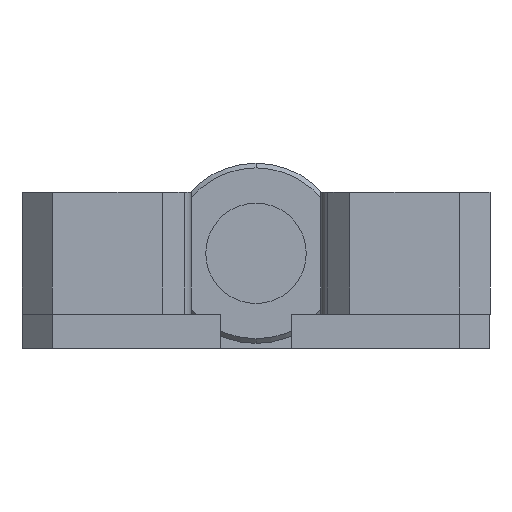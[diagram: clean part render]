
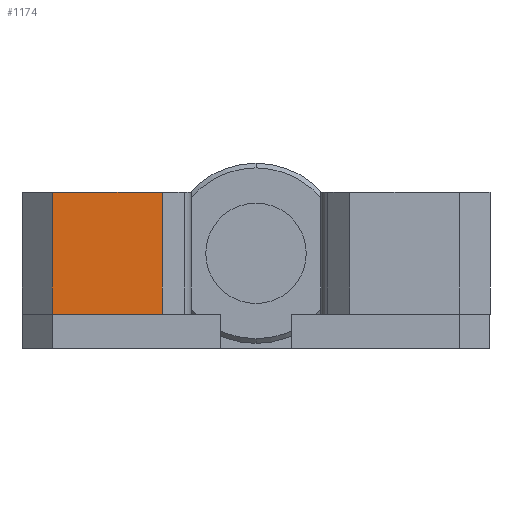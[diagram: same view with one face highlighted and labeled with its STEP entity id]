
A CAD part, front view. The second image highlights one B-rep face of the part: STEP entity #1174.
In plain terms, the highlighted planar face has unit normal (0, -1, 0).
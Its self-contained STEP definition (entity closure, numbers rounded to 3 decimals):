
#216 = VERTEX_POINT ( 'NONE', #1476 ) ;
#254 = ORIENTED_EDGE ( 'NONE', *, *, #1048, .T. ) ;
#323 = ORIENTED_EDGE ( 'NONE', *, *, #373, .T. ) ;
#373 = EDGE_CURVE ( 'NONE', #1966, #697, #2414, .T. ) ;
#504 = CARTESIAN_POINT ( 'NONE',  ( -2.6, -5.5, -8.7 ) ) ;
#551 = DIRECTION ( 'NONE',  ( 0., 0., 1. ) ) ;
#584 = CARTESIAN_POINT ( 'NONE',  ( 2.6, -5.5, -8.7 ) ) ;
#599 = CARTESIAN_POINT ( 'NONE',  ( -2.6, -5.5, 0. ) ) ;
#697 = VERTEX_POINT ( 'NONE', #1880 ) ;
#735 = EDGE_LOOP ( 'NONE', ( #1465, #1434, #323, #254 ) ) ;
#932 = VECTOR ( 'NONE', #2639, 1000. ) ;
#935 = CARTESIAN_POINT ( 'NONE',  ( 2.6, -5.5, -8.7 ) ) ;
#941 = CARTESIAN_POINT ( 'NONE',  ( 2.6, -5.5, 0. ) ) ;
#985 = DIRECTION ( 'NONE',  ( 1., 0., 0. ) ) ;
#1022 = EDGE_CURVE ( 'NONE', #2141, #216, #1788, .T. ) ;
#1048 = EDGE_CURVE ( 'NONE', #697, #216, #2455, .T. ) ;
#1058 = FACE_OUTER_BOUND ( 'NONE', #735, .T. ) ;
#1069 = EDGE_CURVE ( 'NONE', #2141, #1966, #2437, .T. ) ;
#1076 = DIRECTION ( 'NONE',  ( 0., 0., -1. ) ) ;
#1174 = ADVANCED_FACE ( 'NONE', ( #1058 ), #2048, .T. ) ;
#1194 = AXIS2_PLACEMENT_3D ( 'NONE', #1682, #1847, #1076 ) ;
#1387 = DIRECTION ( 'NONE',  ( -1., 0., 0. ) ) ;
#1434 = ORIENTED_EDGE ( 'NONE', *, *, #1069, .T. ) ;
#1465 = ORIENTED_EDGE ( 'NONE', *, *, #1022, .F. ) ;
#1476 = CARTESIAN_POINT ( 'NONE',  ( -2.6, -5.5, -4. ) ) ;
#1682 = CARTESIAN_POINT ( 'NONE',  ( 2.6, -5.5, 0. ) ) ;
#1788 = LINE ( 'NONE', #599, #2146 ) ;
#1847 = DIRECTION ( 'NONE',  ( 0., -1., 0. ) ) ;
#1880 = CARTESIAN_POINT ( 'NONE',  ( 2.6, -5.5, -4. ) ) ;
#1966 = VERTEX_POINT ( 'NONE', #935 ) ;
#2048 = PLANE ( 'NONE',  #1194 ) ;
#2141 = VERTEX_POINT ( 'NONE', #504 ) ;
#2146 = VECTOR ( 'NONE', #551, 1000. ) ;
#2233 = VECTOR ( 'NONE', #985, 1000. ) ;
#2255 = CARTESIAN_POINT ( 'NONE',  ( 2.6, -5.5, -4. ) ) ;
#2414 = LINE ( 'NONE', #941, #932 ) ;
#2437 = LINE ( 'NONE', #584, #2233 ) ;
#2455 = LINE ( 'NONE', #2255, #2496 ) ;
#2496 = VECTOR ( 'NONE', #1387, 1000. ) ;
#2639 = DIRECTION ( 'NONE',  ( 0., 0., 1. ) ) ;
